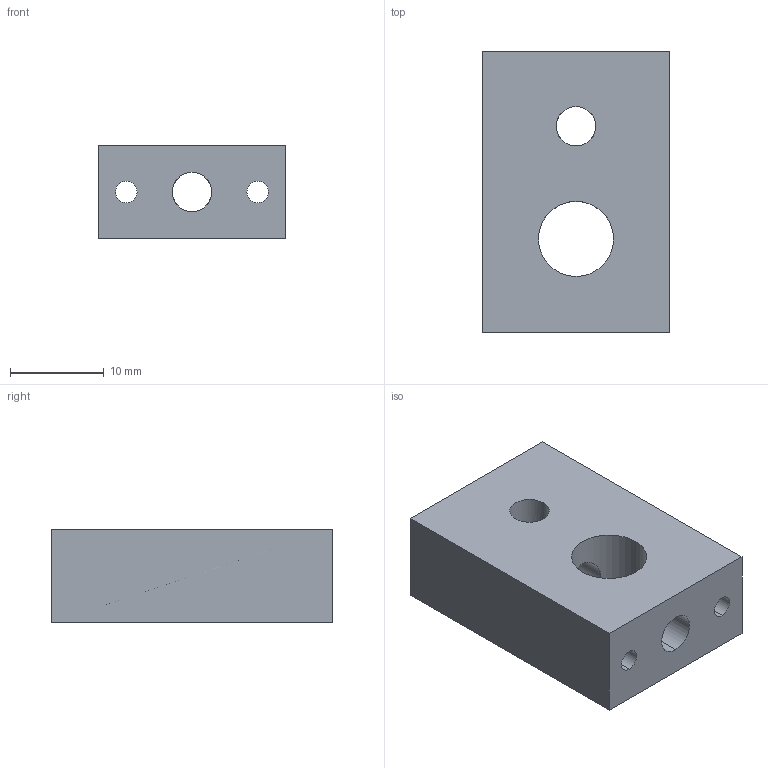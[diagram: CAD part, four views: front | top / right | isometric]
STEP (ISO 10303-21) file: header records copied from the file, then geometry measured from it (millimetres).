
FILE_DESCRIPTION (( 'STEP AP203' ), '1' );
FILE_NAME ('guide Y X4.STEP', '2014-02-01T11:20:25', ( '' ), ( '' ), 'SwSTEP 2.0', 'SolidWorks 2012', '' );
FILE_SCHEMA (( 'CONFIG_CONTROL_DESIGN' ));
Length unit declared in the file: millimetre
Products named in the file (1): guide Y X4
Bounding box: 20 x 30 x 10 mm (x, y, z)
Volume: 4850.1 mm3; surface area: 3042.9 mm2
Topology: 1 solids, 1 shells, 22 faces, 60 edges, 38 vertices
Faces by surface type: cylinder 16, plane 6
Entity records: 913 total; most frequent: CARTESIAN_POINT 265, ORIENTED_EDGE 120, DIRECTION 114, EDGE_CURVE 60, AXIS2_PLACEMENT_3D 43, VERTEX_POINT 38, EDGE_LOOP 34, LINE 28
